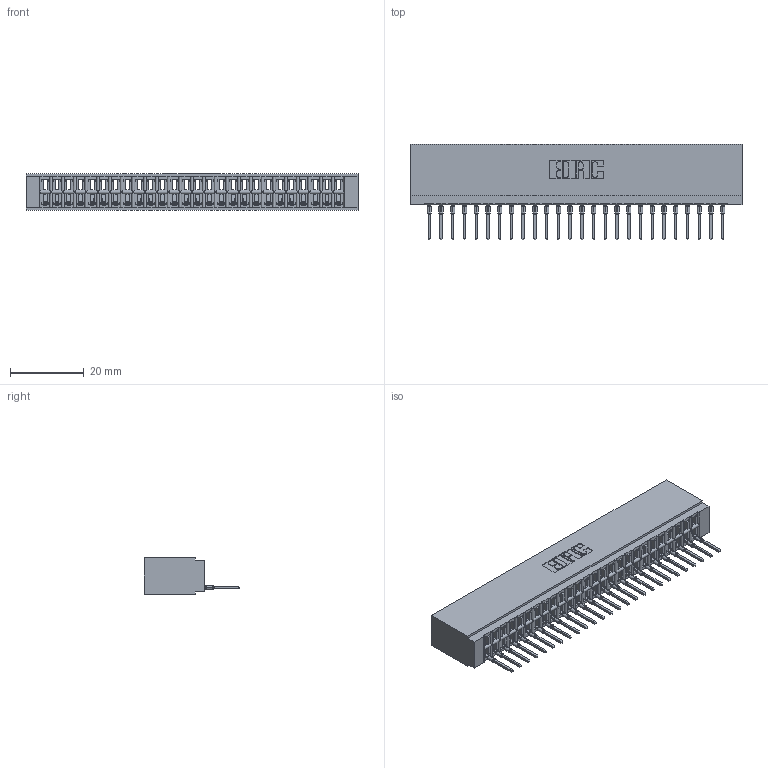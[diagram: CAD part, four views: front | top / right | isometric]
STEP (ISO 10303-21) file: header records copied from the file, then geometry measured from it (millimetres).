
FILE_DESCRIPTION (( 'STEP AP203' ), '1' );
FILE_NAME ('746-026-527-501.STEP', '2026-02-27T23:23:02', ( '' ), ( '' ), 'SwSTEP 2.0', 'SolidWorks 2023', '' );
FILE_SCHEMA (( 'CONFIG_CONTROL_DESIGN' ));
Length unit declared in the file: millimetre
Products named in the file (3): 746-026-527-501; 746-292-001_527; 746 Part_.340 Slot Depth - 01
Assembly tree (27 placements, depth 2):
  746-026-527-501
    746 Part_.340 Slot Depth - 01
    746-292-001_527  x26
Bounding box: 89.79 x 25.9 x 9.91 mm (x, y, z)
Volume: 10202.6 mm3; surface area: 13662.8 mm2
Topology: 27 solids, 27 shells, 2905 faces, 8245 edges, 5297 vertices
Faces by surface type: plane 1693, cylinder 536, bspline 520, torus 156
Entity records: 41545 total; most frequent: CARTESIAN_POINT 8539, ORIENTED_EDGE 7240, DIRECTION 6020, EDGE_CURVE 3620, VECTOR 3176, LINE 3176, VERTEX_POINT 2397, AXIS2_PLACEMENT_3D 1422
